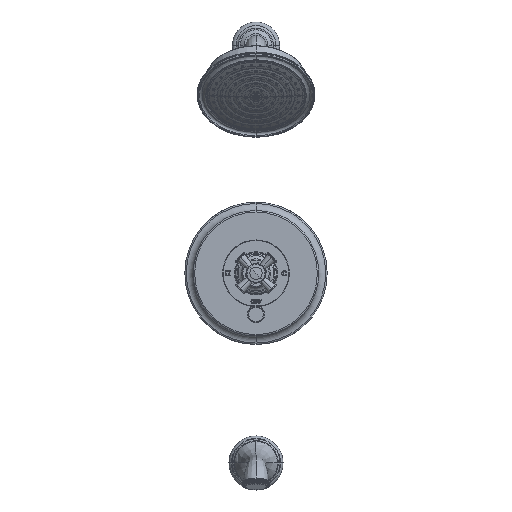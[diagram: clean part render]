
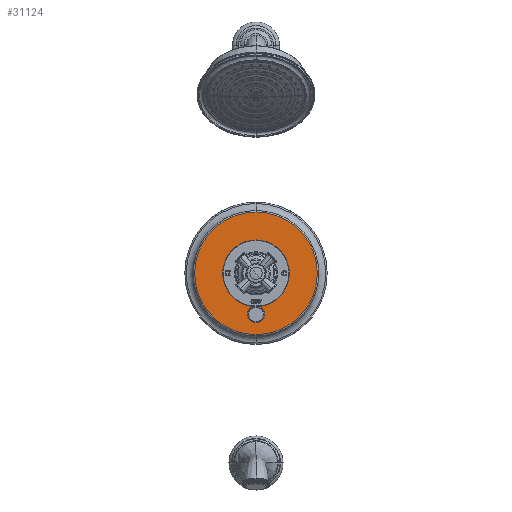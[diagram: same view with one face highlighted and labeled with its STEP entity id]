
A CAD part, top view. The second image highlights one B-rep face of the part: STEP entity #31124.
In plain terms, the highlighted planar face has unit normal (0, 0, 1).
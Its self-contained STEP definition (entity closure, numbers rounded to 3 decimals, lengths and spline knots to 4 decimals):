
#13313=CARTESIAN_POINT('',(0.,0.,0.625));
#13314=DIRECTION('',(0.,0.,1.));
#13315=DIRECTION('',(0.,-1.,0.));
#13316=AXIS2_PLACEMENT_3D('',#13313,#13314,#13315);
#13337=CARTESIAN_POINT('',(0.,0.,0.625));
#13338=DIRECTION('',(0.,0.,1.));
#13339=DIRECTION('',(0.,1.,0.));
#13340=AXIS2_PLACEMENT_3D('',#13337,#13338,#13339);
#13345=CARTESIAN_POINT('',(0.,0.,0.625));
#13346=DIRECTION('',(0.,0.,-1.));
#13347=DIRECTION('',(0.,1.,0.));
#13348=AXIS2_PLACEMENT_3D('',#13345,#13346,#13347);
#13353=CARTESIAN_POINT('',(0.,-2.17,0.625));
#13354=DIRECTION('',(0.,0.,1.));
#13355=DIRECTION('',(0.,1.,0.));
#13356=AXIS2_PLACEMENT_3D('',#13353,#13354,#13355);
#13361=CARTESIAN_POINT('',(0.,-2.17,0.625));
#13362=DIRECTION('',(0.,0.,1.));
#13363=DIRECTION('',(0.,-1.,0.));
#13364=AXIS2_PLACEMENT_3D('',#13361,#13362,#13363);
#13939=CARTESIAN_POINT('',(0.,0.,0.625));
#13940=DIRECTION('',(0.,0.,1.));
#13941=DIRECTION('',(0.,1.,0.));
#13942=AXIS2_PLACEMENT_3D('',#13939,#13940,#13941);
#17985=CARTESIAN_POINT('',(0.,3.233,0.625));
#17986=VERTEX_POINT('',#17985);
#17993=CARTESIAN_POINT('',(0.,-3.233,0.625));
#17994=VERTEX_POINT('',#17993);
#17995=CARTESIAN_POINT('',(0.,-1.757,0.625));
#17996=CARTESIAN_POINT('',(0.,1.757,0.625));
#17997=VERTEX_POINT('',#17995);
#17998=VERTEX_POINT('',#17996);
#18061=CARTESIAN_POINT('',(0.,-1.92,0.625));
#18062=VERTEX_POINT('',#18061);
#18063=CARTESIAN_POINT('',(0.,-2.42,0.625));
#18064=VERTEX_POINT('',#18063);
#31102=CARTESIAN_POINT('',(0.,0.,0.625));
#31103=DIRECTION('',(0.,0.,-1.));
#31104=DIRECTION('',(0.,-1.,0.));
#31105=AXIS2_PLACEMENT_3D('',#31102,#31103,#31104);
#31106=PLANE('',#31105);
#31108=ORIENTED_EDGE('',*,*,#31107,.F.);
#31110=ORIENTED_EDGE('',*,*,#31109,.T.);
#31111=EDGE_LOOP('',(#31108,#31110));
#31112=FACE_OUTER_BOUND('',#31111,.F.);
#31113=ORIENTED_EDGE('',*,*,#31092,.T.);
#31115=ORIENTED_EDGE('',*,*,#31114,.T.);
#31116=EDGE_LOOP('',(#31113,#31115));
#31117=FACE_BOUND('',#31116,.F.);
#31119=ORIENTED_EDGE('',*,*,#31118,.T.);
#31121=ORIENTED_EDGE('',*,*,#31120,.T.);
#31122=EDGE_LOOP('',(#31119,#31121));
#31123=FACE_BOUND('',#31122,.F.);
#13317=CIRCLE('',#13316,1.757);
#13341=CIRCLE('',#13340,3.233);
#13349=CIRCLE('',#13348,3.233);
#13357=CIRCLE('',#13356,0.25);
#13365=CIRCLE('',#13364,0.25);
#13943=CIRCLE('',#13942,1.757);
#31092=EDGE_CURVE('',#17997,#17998,#13317,.T.);
#31107=EDGE_CURVE('',#17986,#17994,#13341,.T.);
#31109=EDGE_CURVE('',#17986,#17994,#13349,.T.);
#31114=EDGE_CURVE('',#17998,#17997,#13943,.T.);
#31118=EDGE_CURVE('',#18062,#18064,#13357,.T.);
#31120=EDGE_CURVE('',#18064,#18062,#13365,.T.);
#31124=ADVANCED_FACE('',(#31112,#31117,#31123),#31106,.F.);
